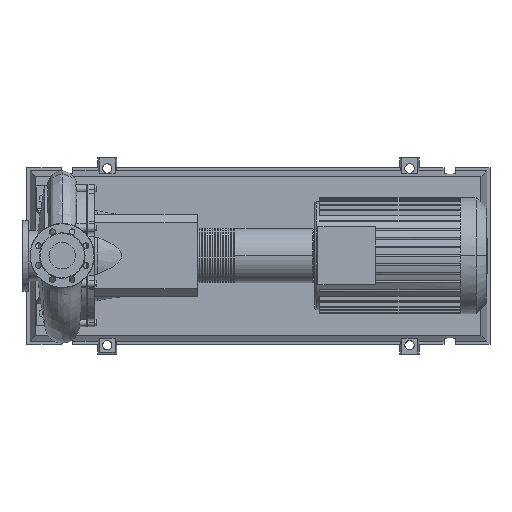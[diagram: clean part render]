
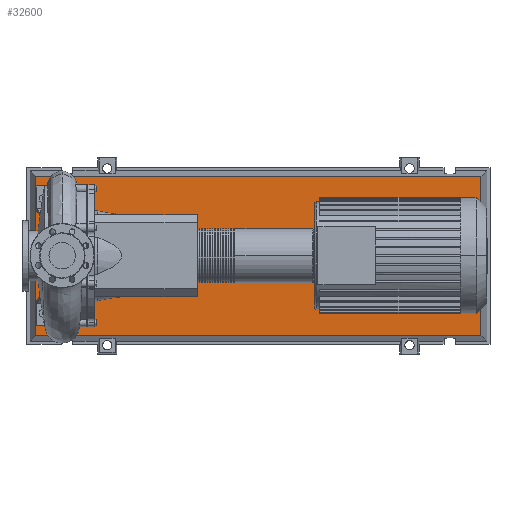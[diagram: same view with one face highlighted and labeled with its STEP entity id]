
A CAD part, top view. The second image highlights one B-rep face of the part: STEP entity #32600.
In plain terms, the highlighted planar face has unit normal (0, 0, 1).
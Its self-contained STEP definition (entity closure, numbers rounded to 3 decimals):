
#28767=CARTESIAN_POINT('',(1301.732,-246.732,103.0));
#28768=VERTEX_POINT('',#28767);
#28775=CARTESIAN_POINT('',(-81.732,-246.732,103.0));
#28776=VERTEX_POINT('',#28775);
#28777=CARTESIAN_POINT('',(1301.732,-246.732,103.0));
#28778=DIRECTION('',(-1.0,0.0,0.0));
#28779=VECTOR('',#28778,1383.465);
#28780=LINE('',#28777,#28779);
#28781=EDGE_CURVE('',#28768,#28776,#28780,.T.);
#32513=CARTESIAN_POINT('',(1301.732,246.732,103.0));
#32514=VERTEX_POINT('',#32513);
#32515=CARTESIAN_POINT('',(1301.732,246.732,103.0));
#32516=DIRECTION('',(0.0,-1.0,0.0));
#32517=VECTOR('',#32516,493.465);
#32518=LINE('',#32515,#32517);
#32519=EDGE_CURVE('',#32514,#28768,#32518,.T.);
#32537=CARTESIAN_POINT('',(-81.732,246.732,103.0));
#32538=VERTEX_POINT('',#32537);
#32539=CARTESIAN_POINT('',(-81.732,-246.732,103.0));
#32540=DIRECTION('',(0.0,1.0,0.0));
#32541=VECTOR('',#32540,493.465);
#32542=LINE('',#32539,#32541);
#32543=EDGE_CURVE('',#28776,#32538,#32542,.T.);
#32576=CARTESIAN_POINT('',(-81.732,246.732,103.0));
#32577=DIRECTION('',(1.0,0.0,0.0));
#32578=VECTOR('',#32577,1383.465);
#32579=LINE('',#32576,#32578);
#32580=EDGE_CURVE('',#32538,#32514,#32579,.T.);
#32589=CARTESIAN_POINT('',(610.,0.0,103.0));
#32590=DIRECTION('',(0.0,0.0,1.0));
#32591=DIRECTION('',(1.0,0.0,0.0));
#32592=AXIS2_PLACEMENT_3D('',#32589,#32590,#32591);
#32593=PLANE('',#32592);
#32594=ORIENTED_EDGE('',*,*,#32519,.F.);
#32595=ORIENTED_EDGE('',*,*,#32580,.F.);
#32596=ORIENTED_EDGE('',*,*,#32543,.F.);
#32597=ORIENTED_EDGE('',*,*,#28781,.F.);
#32598=EDGE_LOOP('',(#32594,#32595,#32596,#32597));
#32599=FACE_OUTER_BOUND('',#32598,.T.);
#32600=ADVANCED_FACE('',(#32599),#32593,.T.);
